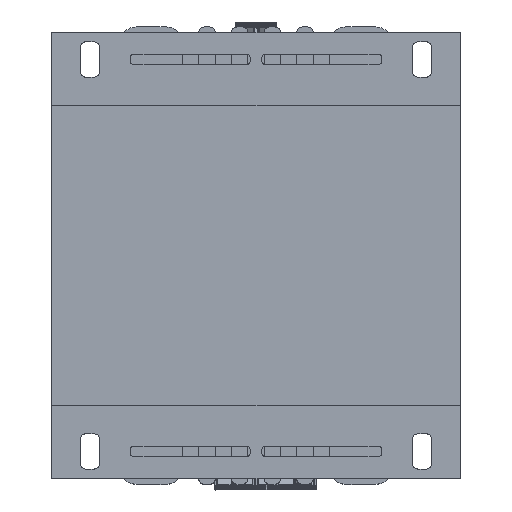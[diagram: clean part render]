
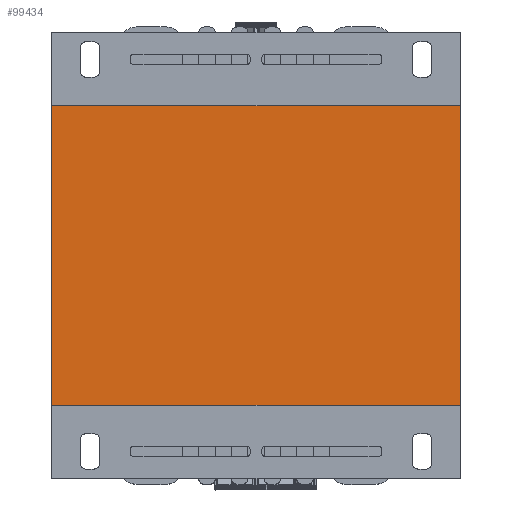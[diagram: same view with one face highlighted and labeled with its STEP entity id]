
A CAD part, top view. The second image highlights one B-rep face of the part: STEP entity #99434.
In plain terms, the highlighted planar face has unit normal (0, 0, 1).
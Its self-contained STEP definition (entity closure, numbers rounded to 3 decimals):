
#2892=FACE_OUTER_BOUND('',#7953,.T.);
#7953=EDGE_LOOP('',(#61948,#61949,#61950,#61951));
#13229=LINE('',#136631,#25828);
#13263=LINE('',#136715,#25862);
#13265=LINE('',#136719,#25864);
#13266=LINE('',#136720,#25865);
#25828=VECTOR('',#111220,1.);
#25862=VECTOR('',#111298,10.);
#25864=VECTOR('',#111302,1.);
#25865=VECTOR('',#111303,1.);
#38426=VERTEX_POINT('',#136627);
#38428=VERTEX_POINT('',#136630);
#38456=VERTEX_POINT('',#136714);
#38457=VERTEX_POINT('',#136718);
#47692=EDGE_CURVE('',#38428,#38426,#13229,.T.);
#47734=EDGE_CURVE('',#38428,#38456,#13263,.T.);
#47736=EDGE_CURVE('',#38457,#38426,#13265,.T.);
#47737=EDGE_CURVE('',#38457,#38456,#13266,.T.);
#61948=ORIENTED_EDGE('',*,*,#47736,.F.);
#61949=ORIENTED_EDGE('',*,*,#47737,.T.);
#61950=ORIENTED_EDGE('',*,*,#47734,.F.);
#61951=ORIENTED_EDGE('',*,*,#47692,.T.);
#90257=PLANE('',#104832);
#99434=ADVANCED_FACE('',(#2892),#90257,.T.);
#104832=AXIS2_PLACEMENT_3D('',#136717,#111300,#111301);
#111220=DIRECTION('',(1.,0.,0.));
#111298=DIRECTION('',(0.,1.,0.));
#111300=DIRECTION('center_axis',(0.,0.,1.));
#111301=DIRECTION('ref_axis',(0.,-1.,0.));
#111302=DIRECTION('',(0.,-1.,0.));
#111303=DIRECTION('',(-1.,0.,0.));
#136627=CARTESIAN_POINT('',(765.285,-394.691,87.5));
#136630=CARTESIAN_POINT('',(615.285,-394.691,87.5));
#136631=CARTESIAN_POINT('',(765.285,-394.691,87.5));
#136714=CARTESIAN_POINT('',(615.285,-284.691,87.5));
#136715=CARTESIAN_POINT('',(615.285,-294.691,87.5));
#136717=CARTESIAN_POINT('Origin',(615.285,-294.691,87.5));
#136718=CARTESIAN_POINT('',(765.285,-284.691,87.5));
#136719=CARTESIAN_POINT('',(765.285,-294.691,87.5));
#136720=CARTESIAN_POINT('',(765.285,-284.691,87.5));
